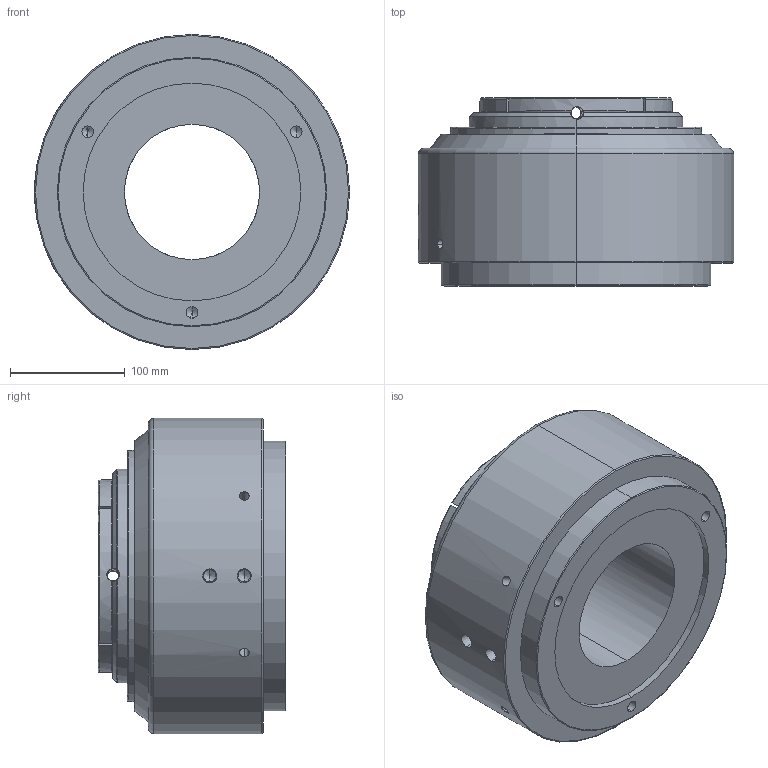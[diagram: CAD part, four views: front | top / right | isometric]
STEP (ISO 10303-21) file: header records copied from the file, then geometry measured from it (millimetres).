
FILE_DESCRIPTION (( 'STEP AP214' ), '1' );
FILE_NAME ('GH120.STEP', '2023-08-12T00:51:55', ( '' ), ( '' ), 'SwSTEP 2.0', 'SolidWorks 2023', '' );
FILE_SCHEMA (( 'AUTOMOTIVE_DESIGN' ));
Length unit declared in the file: millimetre
Products named in the file (1): GH120
Bounding box: 275 x 164 x 275 mm (x, y, z)
Volume: 6211478.9 mm3; surface area: 290366.9 mm2
Topology: 1 solids, 1 shells, 241 faces, 635 edges, 387 vertices
Faces by surface type: cylinder 69, torus 50, plane 44, cone 41, sphere 25, bspline 12
Entity records: 9226 total; most frequent: CARTESIAN_POINT 3454, ORIENTED_EDGE 1242, DIRECTION 1202, EDGE_CURVE 621, AXIS2_PLACEMENT_3D 512, VERTEX_POINT 387, CIRCLE 282, EDGE_LOOP 256
